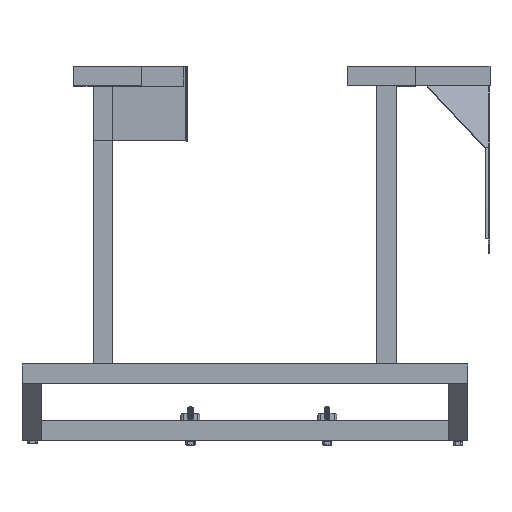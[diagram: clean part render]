
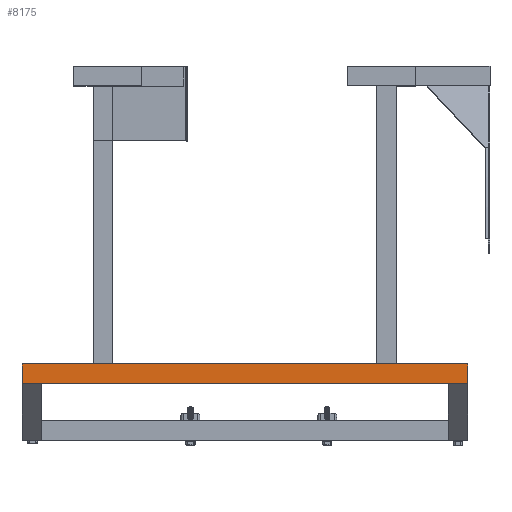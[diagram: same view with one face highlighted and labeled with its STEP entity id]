
A CAD part, top view. The second image highlights one B-rep face of the part: STEP entity #8175.
In plain terms, the highlighted planar face has unit normal (0, 0, 1).
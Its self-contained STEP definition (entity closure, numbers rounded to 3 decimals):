
#1104=FACE_OUTER_BOUND('',#1617,.T.);
#1617=EDGE_LOOP('',(#7265,#7266,#7267,#7268));
#2507=LINE('',#20227,#3241);
#2516=LINE('',#20245,#3250);
#2517=LINE('',#20246,#3251);
#2518=LINE('',#20247,#3252);
#3241=VECTOR('',#11019,10.);
#3250=VECTOR('',#11034,10.);
#3251=VECTOR('',#11035,10.);
#3252=VECTOR('',#11036,10.);
#4017=VERTEX_POINT('',#20225);
#4018=VERTEX_POINT('',#20226);
#4023=VERTEX_POINT('',#20243);
#4024=VERTEX_POINT('',#20244);
#5110=EDGE_CURVE('',#4017,#4018,#2507,.T.);
#5119=EDGE_CURVE('',#4023,#4024,#2516,.T.);
#5120=EDGE_CURVE('',#4023,#4018,#2517,.T.);
#5121=EDGE_CURVE('',#4024,#4017,#2518,.T.);
#7265=ORIENTED_EDGE('',*,*,#5119,.F.);
#7266=ORIENTED_EDGE('',*,*,#5120,.T.);
#7267=ORIENTED_EDGE('',*,*,#5110,.F.);
#7268=ORIENTED_EDGE('',*,*,#5121,.F.);
#7718=PLANE('',#9016);
#8175=ADVANCED_FACE('',(#1104),#7718,.T.);
#9016=AXIS2_PLACEMENT_3D('',#20242,#11032,#11033);
#11019=DIRECTION('',(-1.,0.,0.));
#11032=DIRECTION('center_axis',(0.,0.,
1.));
#11033=DIRECTION('ref_axis',(1.,0.,0.));
#11034=DIRECTION('',(1.,0.,0.));
#11035=DIRECTION('',(0.,-1.,0.));
#11036=DIRECTION('',(0.,-1.,0.));
#20225=CARTESIAN_POINT('',(914.4,116.675,156.743));
#20226=CARTESIAN_POINT('',(0.,116.675,156.743));
#20227=CARTESIAN_POINT('',(0.,116.675,156.743));
#20242=CARTESIAN_POINT('Origin',(728.35,156.675,156.743));
#20243=CARTESIAN_POINT('',(0.,156.675,156.743));
#20244=CARTESIAN_POINT('',(914.4,156.675,156.743));
#20245=CARTESIAN_POINT('',(564.3,156.675,156.743));
#20246=CARTESIAN_POINT('',(0.,156.675,156.743));
#20247=CARTESIAN_POINT('',(914.4,156.675,156.743));
